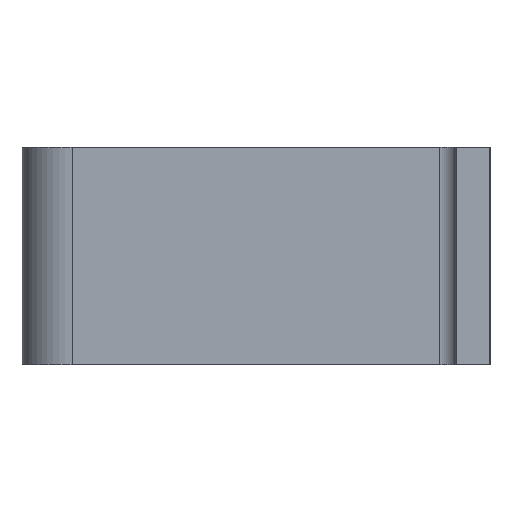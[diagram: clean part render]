
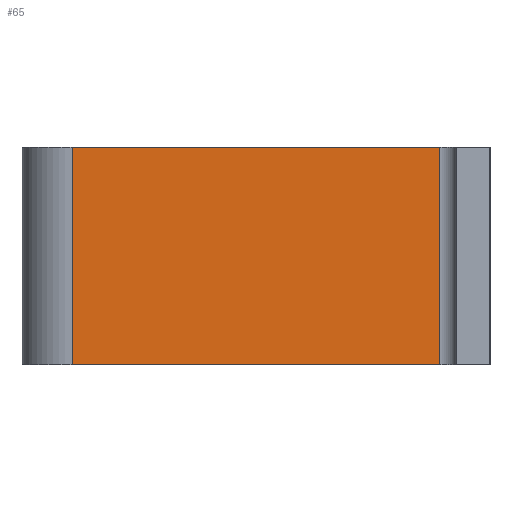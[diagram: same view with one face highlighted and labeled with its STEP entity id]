
A CAD part, left-side view. The second image highlights one B-rep face of the part: STEP entity #65.
In plain terms, the highlighted planar face has unit normal (-1, 0, 0).
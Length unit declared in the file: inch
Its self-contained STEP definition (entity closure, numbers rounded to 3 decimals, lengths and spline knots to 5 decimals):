
#65=ADVANCED_FACE('',(#154),#155,.T.);
#154=FACE_OUTER_BOUND('',#276,.T.);
#155=PLANE('',#277);
#276=EDGE_LOOP('',(#529,#530,#531,#532));
#277=AXIS2_PLACEMENT_3D('',#533,#534,#535);
#529=ORIENTED_EDGE('',*,*,#794,.T.);
#530=ORIENTED_EDGE('',*,*,#795,.F.);
#531=ORIENTED_EDGE('',*,*,#796,.T.);
#532=ORIENTED_EDGE('',*,*,#797,.T.);
#533=CARTESIAN_POINT('',(0.81334,0.87589,0.0));
#534=DIRECTION('',(-1.0,0.0,0.0));
#535=DIRECTION('',(0.0,-1.0,0.0));
#794=EDGE_CURVE('',#935,#936,#937,.T.);
#795=EDGE_CURVE('',#938,#936,#939,.T.);
#796=EDGE_CURVE('',#938,#940,#941,.T.);
#797=EDGE_CURVE('',#940,#935,#942,.T.);
#935=VERTEX_POINT('',#1153);
#936=VERTEX_POINT('',#1154);
#937=LINE('',#1155,#1156);
#938=VERTEX_POINT('',#1157);
#939=LINE('',#1158,#1159);
#940=VERTEX_POINT('',#1160);
#941=LINE('',#1161,#1162);
#942=LINE('',#1163,#1164);
#1153=CARTESIAN_POINT('',(0.81334,0.18769,0.8125));
#1154=CARTESIAN_POINT('',(0.81334,1.5641,0.8125));
#1155=CARTESIAN_POINT('',(0.81334,1.5641,0.8125));
#1156=VECTOR('',#1481,1.0);
#1157=CARTESIAN_POINT('',(0.81334,1.5641,0.0));
#1158=CARTESIAN_POINT('',(0.81334,1.5641,0.0));
#1159=VECTOR('',#1482,1.0);
#1160=CARTESIAN_POINT('',(0.81334,0.18769,0.0));
#1161=CARTESIAN_POINT('',(0.81334,1.5641,0.0));
#1162=VECTOR('',#1483,1.0);
#1163=CARTESIAN_POINT('',(0.81334,0.18769,0.0));
#1164=VECTOR('',#1484,1.0);
#1481=DIRECTION('',(0.0,1.0,0.0));
#1482=DIRECTION('',(0.0,0.0,1.0));
#1483=DIRECTION('',(0.0,-1.0,0.0));
#1484=DIRECTION('',(0.0,0.0,1.0));
